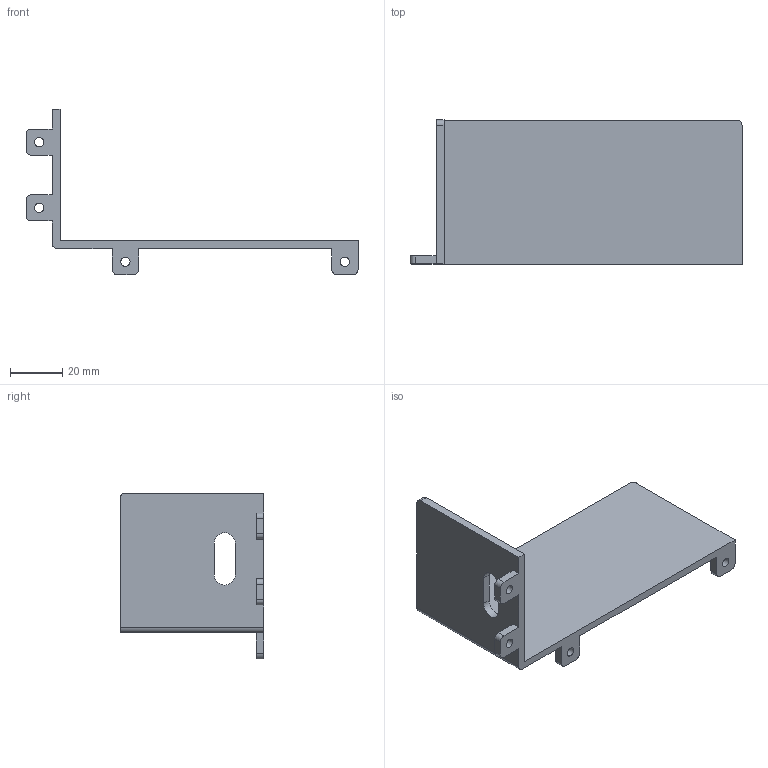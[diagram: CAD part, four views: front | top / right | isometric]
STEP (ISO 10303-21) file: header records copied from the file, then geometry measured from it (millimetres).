
FILE_DESCRIPTION(/* description */ (''),/* implementation_level */ '2;1');
FILE_NAME(/* name */ 'PSU Shroud.stp',/* time_stamp */ '2020-02-25T17:16:40+00:00',/* author */ ('Ax'),/* organization */ (''),/* preprocessor_version */ 'ST-DEVELOPER v17',/* originating_system */ 'Autodesk Inventor 2019',/* authorisation */ '');
FILE_SCHEMA (('AUTOMOTIVE_DESIGN { 1 0 10303 214 3 1 1 }'));
Length unit declared in the file: millimetre
Products named in the file (1): PSU Shroud
Bounding box: 126.88 x 55 x 63.3 mm (x, y, z)
Volume: 28157.5 mm3; surface area: 20580.9 mm2
Topology: 1 solids, 1 shells, 42 faces, 124 edges, 84 vertices
Faces by surface type: plane 25, cylinder 17
Full cylindrical faces by diameter (mm): 3.5 x4
Entity records: 1477 total; most frequent: CARTESIAN_POINT 251, ORIENTED_EDGE 248, DIRECTION 248, EDGE_CURVE 124, LINE 86, VECTOR 86, VERTEX_POINT 84, AXIS2_PLACEMENT_3D 81
